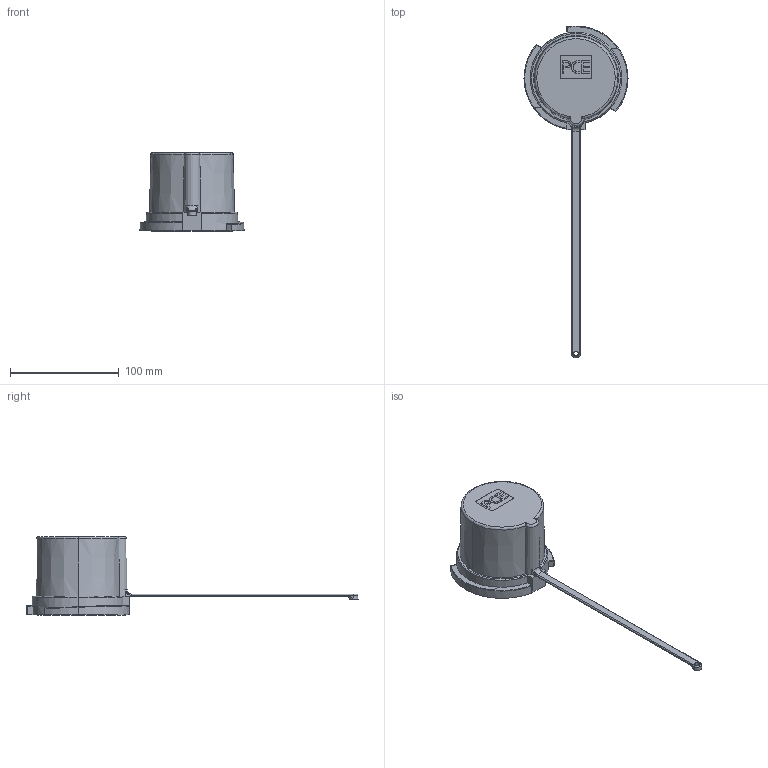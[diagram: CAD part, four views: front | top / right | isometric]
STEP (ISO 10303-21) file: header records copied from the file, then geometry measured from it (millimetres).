
FILE_DESCRIPTION (( 'STEP AP203' ), '1' );
FILE_NAME ('ts7632g.STEP', '2016-10-20T05:43:40', ( '' ), ( '' ), 'SwSTEP 2.0', 'SolidWorks 2016', '' );
FILE_SCHEMA (( 'CONFIG_CONTROL_DESIGN' ));
Length unit declared in the file: millimetre
Products named in the file (1): ts7632g
Bounding box: 95.7 x 305.31 x 72.5 mm (x, y, z)
Volume: 368868.1 mm3; surface area: 36003.3 mm2
Topology: 1 solids, 2 shells, 127 faces, 331 edges, 208 vertices
Faces by surface type: plane 56, torus 21, cylinder 19, cone 13, bspline 11, sphere 7
Entity records: 4362 total; most frequent: CARTESIAN_POINT 1294, ORIENTED_EDGE 642, DIRECTION 611, EDGE_CURVE 321, AXIS2_PLACEMENT_3D 230, VERTEX_POINT 204, LINE 151, VECTOR 151
